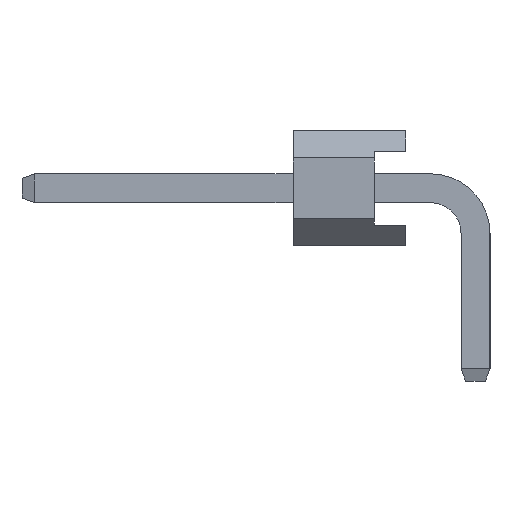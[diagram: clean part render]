
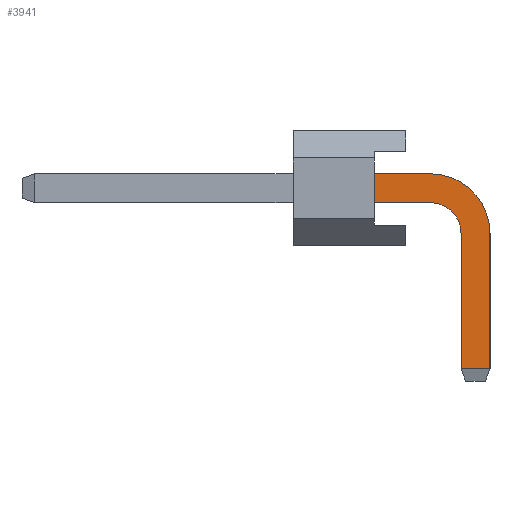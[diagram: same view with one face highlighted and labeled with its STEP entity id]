
A CAD part, left-side view. The second image highlights one B-rep face of the part: STEP entity #3941.
In plain terms, the highlighted planar face has unit normal (-1, 0, 0).
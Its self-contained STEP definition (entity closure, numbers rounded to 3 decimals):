
#3941=ADVANCED_FACE('',(#10997),#10999,.T.);
#10997=FACE_BOUND('',#10998,.T.);
#10998=EDGE_LOOP('',(#16737,#16738,#16739,#16740,#16741,#16742,#16743,#16744));
#10999=PLANE('',#11000);
#11000=AXIS2_PLACEMENT_3D('',#11001,#11002,#11003);
#11001=CARTESIAN_POINT('',(-0.32,0.32,-3.));
#11002=DIRECTION('',(-1.,0.,0.));
#11003=DIRECTION('',(0.,-1.,0.));
#16737=ORIENTED_EDGE('',*,*,#20153,.T.);
#16738=ORIENTED_EDGE('',*,*,#20154,.T.);
#16739=ORIENTED_EDGE('',*,*,#20155,.T.);
#16740=ORIENTED_EDGE('',*,*,#20156,.T.);
#16741=ORIENTED_EDGE('',*,*,#19029,.T.);
#16742=ORIENTED_EDGE('',*,*,#20157,.F.);
#16743=ORIENTED_EDGE('',*,*,#20158,.F.);
#16744=ORIENTED_EDGE('',*,*,#20159,.F.);
#19029=EDGE_CURVE('',#21789,#21790,#21791,.T.);
#20153=EDGE_CURVE('',#23553,#23554,#23555,.T.);
#20154=EDGE_CURVE('',#23554,#23556,#23557,.T.);
#20155=EDGE_CURVE('',#23556,#23558,#23559,.T.);
#20156=EDGE_CURVE('',#23558,#21789,#23560,.T.);
#20157=EDGE_CURVE('',#23561,#21790,#23562,.T.);
#20158=EDGE_CURVE('',#23563,#23561,#23564,.T.);
#20159=EDGE_CURVE('',#23553,#23563,#23565,.T.);
#21789=VERTEX_POINT('',#26497);
#21790=VERTEX_POINT('',#26498);
#21791=LINE('',#26499,#26500);
#23553=VERTEX_POINT('',#30613);
#23554=VERTEX_POINT('',#30614);
#23555=LINE('',#30615,#30616);
#23556=VERTEX_POINT('',#30618);
#23557=LINE('',#30619,#30620);
#23558=VERTEX_POINT('',#30622);
#23559=CIRCLE('',#30623,1.32);
#23560=LINE('',#30627,#30628);
#23561=VERTEX_POINT('',#30630);
#23562=LINE('',#30631,#30632);
#23563=VERTEX_POINT('',#30634);
#23564=CIRCLE('',#30635,0.68);
#23565=LINE('',#30639,#30640);
#26497=CARTESIAN_POINT('',(-0.32,2.24,1.59));
#26498=CARTESIAN_POINT('',(-0.32,2.24,0.95));
#26499=CARTESIAN_POINT('',(-0.32,2.24,1.59));
#26500=VECTOR('',#26501,1.);
#26501=DIRECTION('',(0.,0.,-1.));
#30613=CARTESIAN_POINT('',(-0.32,0.32,-2.725));
#30614=CARTESIAN_POINT('',(-0.32,-0.32,-2.725));
#30615=CARTESIAN_POINT('',(-0.32,0.32,-2.725));
#30616=VECTOR('',#30617,1.);
#30617=DIRECTION('',(0.,-1.,0.));
#30618=CARTESIAN_POINT('',(-0.32,-0.32,0.27));
#30619=CARTESIAN_POINT('',(-0.32,-0.32,-2.725));
#30620=VECTOR('',#30621,1.);
#30621=DIRECTION('',(0.,0.,1.));
#30622=CARTESIAN_POINT('',(-0.32,1.,1.59));
#30623=AXIS2_PLACEMENT_3D('',#30624,#30625,#30626);
#30624=CARTESIAN_POINT('',(-0.32,1.,0.27));
#30625=DIRECTION('',(-1.,-0.,0.));
#30626=DIRECTION('',(0.,-1.,0.));
#30627=CARTESIAN_POINT('',(-0.32,1.,1.59));
#30628=VECTOR('',#30629,1.);
#30629=DIRECTION('',(0.,1.,0.));
#30630=CARTESIAN_POINT('',(-0.32,1.,0.95));
#30631=CARTESIAN_POINT('',(-0.32,1.,0.95));
#30632=VECTOR('',#30633,1.);
#30633=DIRECTION('',(0.,1.,0.));
#30634=CARTESIAN_POINT('',(-0.32,0.32,0.27));
#30635=AXIS2_PLACEMENT_3D('',#30636,#30637,#30638);
#30636=CARTESIAN_POINT('',(-0.32,1.,0.27));
#30637=DIRECTION('',(-1.,-0.,0.));
#30638=DIRECTION('',(0.,-1.,0.));
#30639=CARTESIAN_POINT('',(-0.32,0.32,-2.725));
#30640=VECTOR('',#30641,1.);
#30641=DIRECTION('',(0.,0.,1.));
